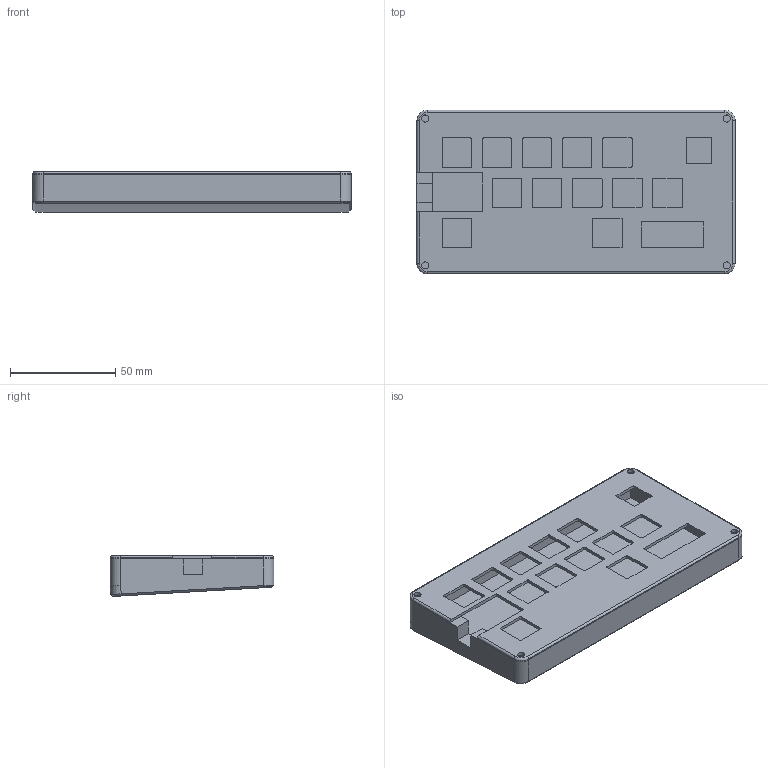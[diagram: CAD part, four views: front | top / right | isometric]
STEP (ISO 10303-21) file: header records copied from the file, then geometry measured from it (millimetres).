
FILE_DESCRIPTION(/* description */ (''),/* implementation_level */ '2;1');
FILE_NAME(/* name */ '3ee1a12a-69ba-43c5-a81f-d16fd42274c1.stp',/* time_stamp */ '2025-12-05T02:22:36Z',/* author */ (''),/* organization */ (''),/* preprocessor_version */ 'ST-DEVELOPER v20.1',/* originating_system */ 'Autodesk Translation Framework v14.21.0.0',/* authorisation */ '');
FILE_SCHEMA (('AUTOMOTIVE_DESIGN { 1 0 10303 214 3 1 1 }'));
Length unit declared in the file: millimetre
Products named in the file (3): Tiaboard_Full; Tiaboard_Bottom; Tiaboard_Top
Assembly tree (2 placements, depth 2):
  Tiaboard_Full
    Tiaboard_Bottom
    Tiaboard_Top
Bounding box: 151.06 x 77.77 x 19.43 mm (x, y, z)
Volume: 109867.6 mm3; surface area: 53415.2 mm2
Topology: 2 solids, 2 shells, 186 faces, 492 edges, 322 vertices
Faces by surface type: plane 97, cylinder 79, bspline 4, torus 4, cone 2
Full cylindrical faces by diameter (mm): 3.4 x8, 4.7 x4, 6 x4
Entity records: 6003 total; most frequent: CARTESIAN_POINT 1107, DIRECTION 1018, ORIENTED_EDGE 984, EDGE_CURVE 492, AXIS2_PLACEMENT_3D 347, LINE 324, VECTOR 324, VERTEX_POINT 322
